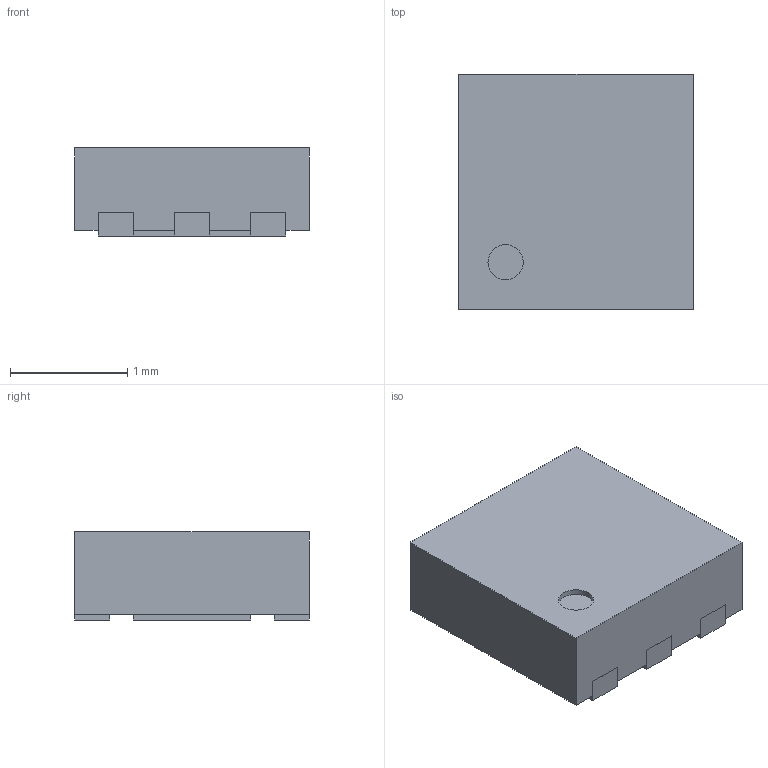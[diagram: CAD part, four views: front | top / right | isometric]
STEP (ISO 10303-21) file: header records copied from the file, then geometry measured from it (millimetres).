
FILE_DESCRIPTION (( 'STEP AP214' ), '1' );
FILE_NAME ('28F8E196-3DE7-403B-A894-10AF66D38FCF.STEP', '2023-05-07T05:58:47', ( '' ), ( '' ), 'SwSTEP 2.0', 'SolidWorks 2022', '' );
FILE_SCHEMA (( 'AUTOMOTIVE_DESIGN' ));
Length unit declared in the file: millimetre
Products named in the file (1): 28F8E196-3DE7-403B-A894-10AF66D38FCF
Bounding box: 2 x 2 x 0.75 mm (x, y, z)
Volume: 2.9 mm3; surface area: 14.3 mm2
Topology: 1 solids, 1 shells, 50 faces, 138 edges, 92 vertices
Faces by surface type: plane 48, cylinder 2
Entity records: 2150 total; most frequent: CARTESIAN_POINT 281, ORIENTED_EDGE 276, DIRECTION 244, EDGE_CURVE 138, LINE 134, VECTOR 134, VERTEX_POINT 92, AXIS2_PLACEMENT_3D 55
